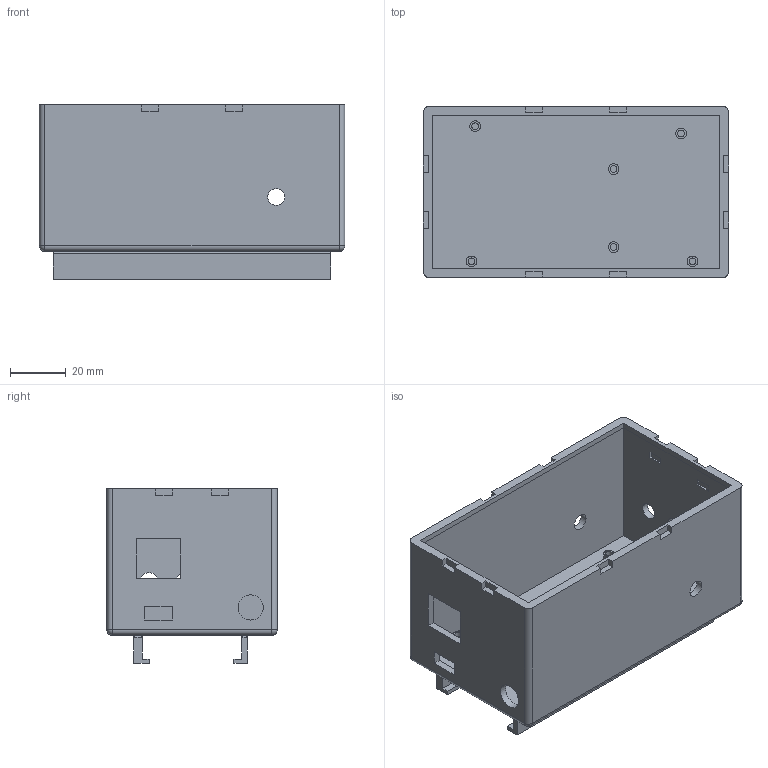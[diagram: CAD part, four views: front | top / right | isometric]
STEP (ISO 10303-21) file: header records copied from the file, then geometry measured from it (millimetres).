
FILE_DESCRIPTION(('Open CASCADE Model'),'2;1');
FILE_NAME('Open CASCADE Shape Model','2026-02-23T23:25:26',('Author'),( 'Open CASCADE'),'Open CASCADE STEP processor 7.8','Open CASCADE 7.8' ,'Unknown');
FILE_SCHEMA(('AUTOMOTIVE_DESIGN { 1 0 10303 214 1 1 1 1 }'));
Length unit declared in the file: millimetre
Products named in the file (1): Open CASCADE STEP translator 7.8 1
Bounding box: 109.2 x 61 x 62.5 mm (x, y, z)
Volume: 62240.1 mm3; surface area: 52842.6 mm2
Topology: 1 solids, 1 shells, 141 faces, 341 edges, 218 vertices
Faces by surface type: plane 102, cylinder 35, sphere 4
Full cylindrical faces by diameter (mm): 2.4 x6, 3.8 x6, 6 x6, 9 x1
Entity records: 8523 total; most frequent: CARTESIAN_POINT 1545, DIRECTION 1304, LINE 859, VECTOR 859, ORIENTED_EDGE 674, PCURVE 674, DEFINITIONAL_REPRESENTATION 674, EDGE_CURVE 337
